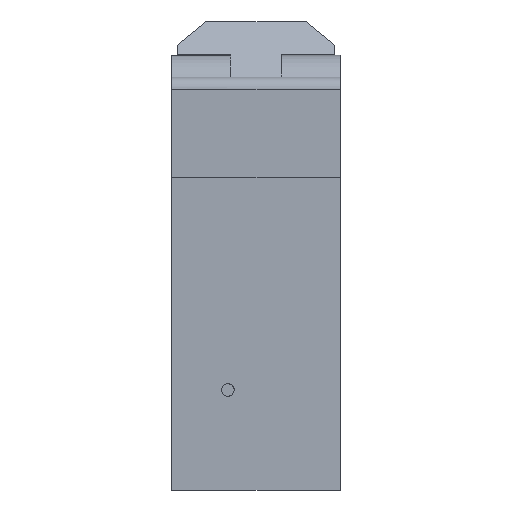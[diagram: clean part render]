
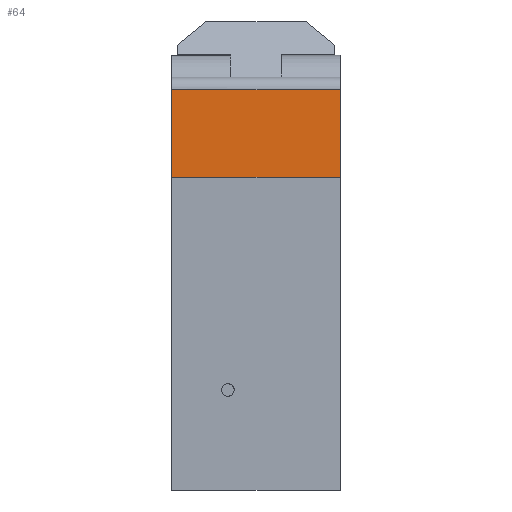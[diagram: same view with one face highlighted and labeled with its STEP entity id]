
A CAD part, front view. The second image highlights one B-rep face of the part: STEP entity #64.
In plain terms, the highlighted free-form (B-spline) face has degree [1, 1] with [2, 2] control points.
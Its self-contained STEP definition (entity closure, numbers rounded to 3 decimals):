
#64=ADVANCED_FACE('',(#119),#1884,.T.);
#119=FACE_OUTER_BOUND('',#176,.T.);
#176=EDGE_LOOP('',(#401,#402,#403,#404));
#401=ORIENTED_EDGE('',*,*,#1387,.T.);
#402=ORIENTED_EDGE('',*,*,#1388,.T.);
#403=ORIENTED_EDGE('',*,*,#1389,.T.);
#404=ORIENTED_EDGE('',*,*,#1385,.F.);
#760=PCURVE('',#1907,#1046);
#763=PCURVE('',#1884,#1049);
#764=PCURVE('',#1884,#1050);
#765=PCURVE('',#1884,#1051);
#766=PCURVE('',#1884,#1052);
#767=PCURVE('',#1885,#1053);
#802=PCURVE('',#1890,#1088);
#828=PCURVE('',#1891,#1114);
#1046=DEFINITIONAL_REPRESENTATION('',(#1685),#3554);
#1049=DEFINITIONAL_REPRESENTATION('',(#1689),#3554);
#1050=DEFINITIONAL_REPRESENTATION('',(#1691),#3554);
#1051=DEFINITIONAL_REPRESENTATION('',(#1693),#3554);
#1052=DEFINITIONAL_REPRESENTATION('',(#1694),#3554);
#1053=DEFINITIONAL_REPRESENTATION('',(#1695),#3554);
#1088=DEFINITIONAL_REPRESENTATION('',(#1740),#3554);
#1114=DEFINITIONAL_REPRESENTATION('',(#1754),#3554);
#1242=SURFACE_CURVE('',#1684,(#760,#766),.PCURVE_S1.);
#1244=SURFACE_CURVE('',#1688,(#763,#802),.PCURVE_S1.);
#1245=SURFACE_CURVE('',#1690,(#764,#767),.PCURVE_S1.);
#1246=SURFACE_CURVE('',#1692,(#765,#828),.PCURVE_S1.);
#1385=EDGE_CURVE('',#1840,#1841,#1242,.T.);
#1387=EDGE_CURVE('',#1840,#1842,#1244,.T.);
#1388=EDGE_CURVE('',#1842,#1843,#1245,.T.);
#1389=EDGE_CURVE('',#1843,#1841,#1246,.T.);
#1684=B_SPLINE_CURVE_WITH_KNOTS('',1,(#3330,#3331),.UNSPECIFIED.,.F.,.F.,
(2,2),(0.,27.),.UNSPECIFIED.);
#1685=B_SPLINE_CURVE_WITH_KNOTS('',1,(#3332,#3333),.UNSPECIFIED.,.F.,.F.,
(2,2),(0.,27.),.UNSPECIFIED.);
#1688=B_SPLINE_CURVE_WITH_KNOTS('',1,(#3341,#3342),.UNSPECIFIED.,.F.,.F.,
(2,2),(0.,14.),.UNSPECIFIED.);
#1689=B_SPLINE_CURVE_WITH_KNOTS('',1,(#3343,#3344),.UNSPECIFIED.,.F.,.F.,
(2,2),(0.,14.),.UNSPECIFIED.);
#1690=B_SPLINE_CURVE_WITH_KNOTS('',1,(#3345,#3346),.UNSPECIFIED.,.F.,.F.,
(2,2),(0.,27.),.UNSPECIFIED.);
#1691=B_SPLINE_CURVE_WITH_KNOTS('',1,(#3347,#3348),.UNSPECIFIED.,.F.,.F.,
(2,2),(0.,27.),.UNSPECIFIED.);
#1692=B_SPLINE_CURVE_WITH_KNOTS('',1,(#3349,#3350),.UNSPECIFIED.,.F.,.F.,
(2,2),(0.,14.),.UNSPECIFIED.);
#1693=B_SPLINE_CURVE_WITH_KNOTS('',1,(#3351,#3352),.UNSPECIFIED.,.F.,.F.,
(2,2),(0.,14.),.UNSPECIFIED.);
#1694=B_SPLINE_CURVE_WITH_KNOTS('',1,(#3353,#3354),.UNSPECIFIED.,.F.,.F.,
(2,2),(0.,27.),.UNSPECIFIED.);
#1695=B_SPLINE_CURVE_WITH_KNOTS('',1,(#3355,#3356),.UNSPECIFIED.,.F.,.F.,
(2,2),(0.,27.),.UNSPECIFIED.);
#1740=B_SPLINE_CURVE_WITH_KNOTS('',1,(#3474,#3475),.UNSPECIFIED.,.F.,.F.,
(2,2),(0.,14.),.UNSPECIFIED.);
#1754=B_SPLINE_CURVE_WITH_KNOTS('',1,(#3538,#3539),.UNSPECIFIED.,.F.,.F.,
(2,2),(0.,14.),.UNSPECIFIED.);
#1840=VERTEX_POINT('',#2541);
#1841=VERTEX_POINT('',#2542);
#1842=VERTEX_POINT('',#2543);
#1843=VERTEX_POINT('',#2544);
#1884=B_SPLINE_SURFACE_WITH_KNOTS('',1,1,((#2411,#2412),(#2413,#2414)),
 .UNSPECIFIED.,.F.,.F.,.F.,(2,2),(2,2),(-8.401,8.401),(-16.201,16.201),
 .UNSPECIFIED.);
#1885=B_SPLINE_SURFACE_WITH_KNOTS('',1,1,((#2415,#2416),(#2417,#2418)),
 .UNSPECIFIED.,.F.,.F.,.F.,(2,2),(2,2),(-12.001,12.001),(-16.201,16.201),
 .UNSPECIFIED.);
#1890=B_SPLINE_SURFACE_WITH_KNOTS('',1,1,((#2453,#2454),(#2455,#2456)),
 .UNSPECIFIED.,.F.,.F.,.F.,(2,2),(2,2),(-41.701,41.701),(-51.001,
51.001),.UNSPECIFIED.);
#1891=B_SPLINE_SURFACE_WITH_KNOTS('',1,1,((#2457,#2458),(#2459,#2460)),
 .UNSPECIFIED.,.F.,.F.,.F.,(2,2),(2,2),(-51.001,51.001),
(-41.701,41.701),.UNSPECIFIED.);
#1907=(
BOUNDED_SURFACE()
B_SPLINE_SURFACE(2,1,((#2393,#2394),(#2395,#2396),(#2397,#2398),(#2399,
#2400),(#2401,#2402),(#2403,#2404),(#2405,#2406),(#2407,#2408),(#2409,#2410)),
 .UNSPECIFIED.,.T.,.F.,.F.)
B_SPLINE_SURFACE_WITH_KNOTS((3,2,2,2,3),(2,2),(0.,1.571,3.142,
4.712,6.283),(0.,32.402),.UNSPECIFIED.)
GEOMETRIC_REPRESENTATION_ITEM()
RATIONAL_B_SPLINE_SURFACE(((1.,1.),(0.707,0.707),
(1.,1.),(0.707,0.707),(1.,1.),(0.707,
0.707),(1.,1.),(0.707,0.707),(1.,1.)))
REPRESENTATION_ITEM('')
SURFACE()
);
#2393=CARTESIAN_POINT('',(207.657,-145.575,70.));
#2394=CARTESIAN_POINT('',(175.254,-145.575,70.));
#2395=CARTESIAN_POINT('',(207.657,-147.575,70.));
#2396=CARTESIAN_POINT('',(175.254,-147.575,70.));
#2397=CARTESIAN_POINT('',(207.657,-147.575,72.));
#2398=CARTESIAN_POINT('',(175.254,-147.575,72.));
#2399=CARTESIAN_POINT('',(207.657,-147.575,74.));
#2400=CARTESIAN_POINT('',(175.254,-147.575,74.));
#2401=CARTESIAN_POINT('',(207.657,-145.575,74.));
#2402=CARTESIAN_POINT('',(175.254,-145.575,74.));
#2403=CARTESIAN_POINT('',(207.657,-143.575,74.));
#2404=CARTESIAN_POINT('',(175.254,-143.575,74.));
#2405=CARTESIAN_POINT('',(207.657,-143.575,72.));
#2406=CARTESIAN_POINT('',(175.254,-143.575,72.));
#2407=CARTESIAN_POINT('',(207.657,-143.575,70.));
#2408=CARTESIAN_POINT('',(175.254,-143.575,70.));
#2409=CARTESIAN_POINT('',(207.657,-145.575,70.));
#2410=CARTESIAN_POINT('',(175.254,-145.575,70.));
#2411=CARTESIAN_POINT('',(207.657,-147.575,56.599));
#2412=CARTESIAN_POINT('',(175.254,-147.575,56.599));
#2413=CARTESIAN_POINT('',(207.657,-147.575,73.401));
#2414=CARTESIAN_POINT('',(175.254,-147.575,73.401));
#2415=CARTESIAN_POINT('',(207.657,-169.577,58.));
#2416=CARTESIAN_POINT('',(175.254,-169.577,58.));
#2417=CARTESIAN_POINT('',(207.657,-145.574,58.));
#2418=CARTESIAN_POINT('',(175.254,-145.574,58.));
#2453=CARTESIAN_POINT('',(177.955,-176.077,1.049));
#2454=CARTESIAN_POINT('',(177.955,-74.074,1.049));
#2455=CARTESIAN_POINT('',(177.955,-176.077,84.451));
#2456=CARTESIAN_POINT('',(177.955,-74.074,84.451));
#2457=CARTESIAN_POINT('',(204.955,-176.077,1.049));
#2458=CARTESIAN_POINT('',(204.955,-176.077,84.451));
#2459=CARTESIAN_POINT('',(204.955,-74.074,1.049));
#2460=CARTESIAN_POINT('',(204.955,-74.074,84.451));
#2541=CARTESIAN_POINT('',(177.955,-147.575,72.));
#2542=CARTESIAN_POINT('',(204.955,-147.575,72.));
#2543=CARTESIAN_POINT('',(177.955,-147.575,58.));
#2544=CARTESIAN_POINT('',(204.955,-147.575,58.));
#3330=CARTESIAN_POINT('',(177.955,-147.575,72.));
#3331=CARTESIAN_POINT('',(204.955,-147.575,72.));
#3332=CARTESIAN_POINT('',(1.571,29.701));
#3333=CARTESIAN_POINT('',(1.571,2.701));
#3341=CARTESIAN_POINT('',(177.955,-147.575,72.));
#3342=CARTESIAN_POINT('',(177.955,-147.575,58.));
#3343=CARTESIAN_POINT('',(7.,13.5));
#3344=CARTESIAN_POINT('',(-7.,13.5));
#3345=CARTESIAN_POINT('',(177.955,-147.575,58.));
#3346=CARTESIAN_POINT('',(204.955,-147.575,58.));
#3347=CARTESIAN_POINT('',(-7.,13.5));
#3348=CARTESIAN_POINT('',(-7.,-13.5));
#3349=CARTESIAN_POINT('',(204.955,-147.575,58.));
#3350=CARTESIAN_POINT('',(204.955,-147.575,72.));
#3351=CARTESIAN_POINT('',(-7.,-13.5));
#3352=CARTESIAN_POINT('',(7.,-13.5));
#3353=CARTESIAN_POINT('',(7.,13.5));
#3354=CARTESIAN_POINT('',(7.,-13.5));
#3355=CARTESIAN_POINT('',(10.,13.5));
#3356=CARTESIAN_POINT('',(10.,-13.5));
#3474=CARTESIAN_POINT('',(29.25,-22.5));
#3475=CARTESIAN_POINT('',(15.25,-22.5));
#3538=CARTESIAN_POINT('',(-22.5,15.25));
#3539=CARTESIAN_POINT('',(-22.5,29.25));
#3554=(
GEOMETRIC_REPRESENTATION_CONTEXT(2)
PARAMETRIC_REPRESENTATION_CONTEXT()
REPRESENTATION_CONTEXT('pspace','')
);
